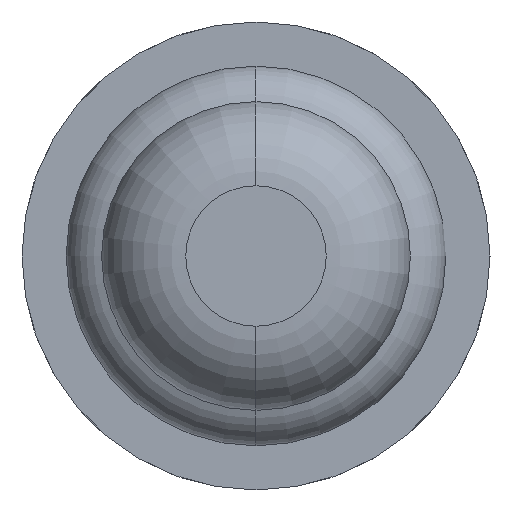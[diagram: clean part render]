
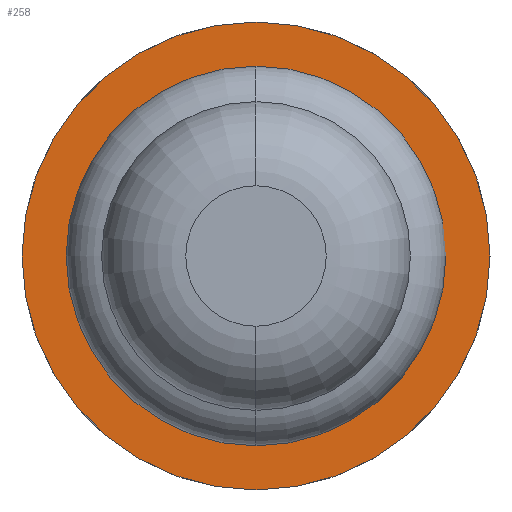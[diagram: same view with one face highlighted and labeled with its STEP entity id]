
A CAD part, front view. The second image highlights one B-rep face of the part: STEP entity #258.
In plain terms, the highlighted planar face has unit normal (0, -1, 0).
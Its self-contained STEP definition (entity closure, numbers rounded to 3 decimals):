
#244 = PLANE ( 'NONE',  #1849 ) ;
#258 = ADVANCED_FACE ( 'Defeature ausgef�hrt1_15', ( #5261, #5121 ), #244, .T. ) ;
#268 = CARTESIAN_POINT ( 'NONE',  ( 0., 37.3, -0.5 ) ) ;
#306 = DIRECTION ( 'NONE',  ( 0., -1., 0. ) ) ;
#457 = EDGE_CURVE ( 'Defeature ausgef�hrt1_16+Defeature ausgef�hrt1_15+Defeature ausgef�hrt1_15+Defeature ausgef�hrt1_15', #679, #4294, #2709, .T. ) ;
#652 = DIRECTION ( 'NONE',  ( 0., 0., -1. ) ) ;
#679 = VERTEX_POINT ( 'NONE', #268 ) ;
#760 = AXIS2_PLACEMENT_3D ( 'NONE', #5109, #1506, #1469 ) ;
#833 = AXIS2_PLACEMENT_3D ( 'NONE', #3138, #2186, #3808 ) ;
#844 = ORIENTED_EDGE ( 'NONE', *, *, #457, .F. ) ;
#912 = DIRECTION ( 'NONE',  ( 0., 0., -1. ) ) ;
#1157 = EDGE_LOOP ( 'NONE', ( #5015, #4118 ) ) ;
#1223 = DIRECTION ( 'NONE',  ( 0., 0., -1. ) ) ;
#1310 = CARTESIAN_POINT ( 'NONE',  ( 0., 37.3, 1.25 ) ) ;
#1314 = AXIS2_PLACEMENT_3D ( 'NONE', #1673, #1683, #912 ) ;
#1328 = CIRCLE ( 'NONE', #760, 1.25 ) ;
#1469 = DIRECTION ( 'NONE',  ( 0., 0., -1. ) ) ;
#1506 = DIRECTION ( 'NONE',  ( 0., -1., 0. ) ) ;
#1673 = CARTESIAN_POINT ( 'NONE',  ( 0., 37.3, 0. ) ) ;
#1683 = DIRECTION ( 'NONE',  ( 0., -1., 0. ) ) ;
#1849 = AXIS2_PLACEMENT_3D ( 'NONE', #3114, #4357, #652 ) ;
#1918 = AXIS2_PLACEMENT_3D ( 'NONE', #3652, #306, #1223 ) ;
#2186 = DIRECTION ( 'NONE',  ( 0., -1., 0. ) ) ;
#2557 = CIRCLE ( 'NONE', #1918, 0.5 ) ;
#2674 = CIRCLE ( 'NONE', #833, 1.25 ) ;
#2709 = CIRCLE ( 'NONE', #1314, 0.5 ) ;
#2711 = EDGE_CURVE ( 'Defeature ausgef�hrt1_16+Defeature ausgef�hrt1_15+Defeature ausgef�hrt1_15+Defeature ausgef�hrt1_15', #4294, #679, #2557, .T. ) ;
#3094 = EDGE_CURVE ( 'Defeature ausgef�hrt1_15+Defeature ausgef�hrt1_14+Defeature ausgef�hrt1_14+Defeature ausgef�hrt1_14', #3903, #4386, #2674, .T. ) ;
#3114 = CARTESIAN_POINT ( 'NONE',  ( 0.5, 37.3, 0. ) ) ;
#3138 = CARTESIAN_POINT ( 'NONE',  ( 0., 37.3, 0. ) ) ;
#3308 = CARTESIAN_POINT ( 'NONE',  ( 0., 37.3, -1.25 ) ) ;
#3652 = CARTESIAN_POINT ( 'NONE',  ( 0., 37.3, 0. ) ) ;
#3808 = DIRECTION ( 'NONE',  ( 0., 0., -1. ) ) ;
#3903 = VERTEX_POINT ( 'NONE', #3308 ) ;
#3928 = ORIENTED_EDGE ( 'NONE', *, *, #2711, .F. ) ;
#4118 = ORIENTED_EDGE ( 'NONE', *, *, #4981, .T. ) ;
#4294 = VERTEX_POINT ( 'NONE', #4881 ) ;
#4313 = EDGE_LOOP ( 'NONE', ( #844, #3928 ) ) ;
#4357 = DIRECTION ( 'NONE',  ( 0., -1., 0. ) ) ;
#4386 = VERTEX_POINT ( 'NONE', #1310 ) ;
#4881 = CARTESIAN_POINT ( 'NONE',  ( 0., 37.3, 0.5 ) ) ;
#4981 = EDGE_CURVE ( 'Defeature ausgef�hrt1_15+Defeature ausgef�hrt1_14+Defeature ausgef�hrt1_14+Defeature ausgef�hrt1_14', #4386, #3903, #1328, .T. ) ;
#5015 = ORIENTED_EDGE ( 'NONE', *, *, #3094, .T. ) ;
#5109 = CARTESIAN_POINT ( 'NONE',  ( 0., 37.3, 0. ) ) ;
#5121 = FACE_BOUND ( 'NONE', #4313, .T. ) ;
#5261 = FACE_OUTER_BOUND ( 'NONE', #1157, .T. ) ;
